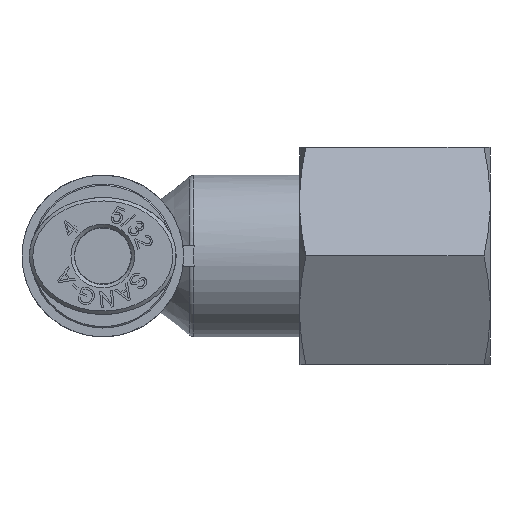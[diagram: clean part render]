
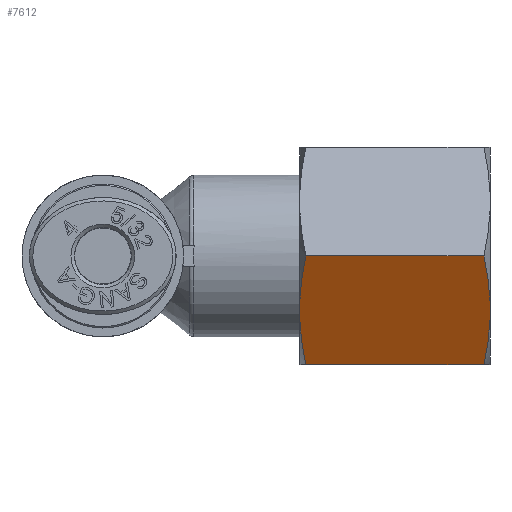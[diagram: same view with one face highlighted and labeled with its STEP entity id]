
A CAD part, left-side view. The second image highlights one B-rep face of the part: STEP entity #7612.
In plain terms, the highlighted face is planar.
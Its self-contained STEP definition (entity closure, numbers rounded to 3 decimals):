
#6884=CARTESIAN_POINT('',(-24.8,7.316,-3.327));
#6885=VERTEX_POINT('',#6884);
#6893=CARTESIAN_POINT('',(-24.8,6.54,-4.673));
#6894=VERTEX_POINT('',#6893);
#6895=CARTESIAN_POINT('',(-24.8,6.54,-4.673));
#6896=DIRECTION('',(0.0,0.5,0.866));
#6897=VECTOR('',#6896,1.553);
#6898=LINE('',#6895,#6897);
#6899=EDGE_CURVE('',#6894,#6885,#6898,.T.);
#7183=CARTESIAN_POINT('',(-24.363,4.619,-8.));
#7184=VERTEX_POINT('',#7183);
#7199=CARTESIAN_POINT('',(-24.363,4.619,-8.));
#7200=CARTESIAN_POINT('',(-24.737,5.646,-6.221));
#7201=CARTESIAN_POINT('',(-24.8,6.54,-4.673));
#7209=(BOUNDED_CURVE()B_SPLINE_CURVE(2,(#7199,#7200,#7201),.UNSPECIFIED.,.F.,.U.)B_SPLINE_CURVE_WITH_KNOTS((3,3),(0.223,0.636),.UNSPECIFIED.)CURVE()GEOMETRIC_REPRESENTATION_ITEM()RATIONAL_B_SPLINE_CURVE((1.028,1.04,1.0))REPRESENTATION_ITEM(''));
#7210=EDGE_CURVE('',#7184,#6894,#7209,.T.);
#7220=CARTESIAN_POINT('',(-24.363,9.238,0.));
#7221=VERTEX_POINT('',#7220);
#7235=CARTESIAN_POINT('',(-24.8,7.316,-3.327));
#7236=CARTESIAN_POINT('',(-24.737,8.21,-1.779));
#7237=CARTESIAN_POINT('',(-24.363,9.238,0.));
#7245=(BOUNDED_CURVE()B_SPLINE_CURVE(2,(#7235,#7236,#7237),.UNSPECIFIED.,.F.,.U.)B_SPLINE_CURVE_WITH_KNOTS((3,3),(0.0,0.413),.UNSPECIFIED.)CURVE()GEOMETRIC_REPRESENTATION_ITEM()RATIONAL_B_SPLINE_CURVE((1.0,1.04,1.028))REPRESENTATION_ITEM(''));
#7246=EDGE_CURVE('',#6885,#7221,#7245,.T.);
#7353=CARTESIAN_POINT('',(-11.237,9.238,0.));
#7354=VERTEX_POINT('',#7353);
#7368=CARTESIAN_POINT('',(-10.8,7.316,-3.327));
#7369=VERTEX_POINT('',#7368);
#7377=CARTESIAN_POINT('',(-11.237,9.238,0.));
#7378=CARTESIAN_POINT('',(-10.863,8.21,-1.779));
#7379=CARTESIAN_POINT('',(-10.8,7.316,-3.327));
#7387=(BOUNDED_CURVE()B_SPLINE_CURVE(2,(#7377,#7378,#7379),.UNSPECIFIED.,.F.,.U.)B_SPLINE_CURVE_WITH_KNOTS((3,3),(0.223,0.636),.UNSPECIFIED.)CURVE()GEOMETRIC_REPRESENTATION_ITEM()RATIONAL_B_SPLINE_CURVE((1.028,1.04,1.0))REPRESENTATION_ITEM(''));
#7388=EDGE_CURVE('',#7354,#7369,#7387,.T.);
#7492=CARTESIAN_POINT('',(-11.237,4.619,-8.));
#7493=VERTEX_POINT('',#7492);
#7509=CARTESIAN_POINT('',(-10.8,6.54,-4.673));
#7510=VERTEX_POINT('',#7509);
#7511=CARTESIAN_POINT('',(-10.8,6.54,-4.673));
#7512=CARTESIAN_POINT('',(-10.863,5.646,-6.221));
#7513=CARTESIAN_POINT('',(-11.237,4.619,-8.));
#7521=(BOUNDED_CURVE()B_SPLINE_CURVE(2,(#7511,#7512,#7513),.UNSPECIFIED.,.F.,.U.)B_SPLINE_CURVE_WITH_KNOTS((3,3),(0.0,0.413),.UNSPECIFIED.)CURVE()GEOMETRIC_REPRESENTATION_ITEM()RATIONAL_B_SPLINE_CURVE((1.0,1.04,1.028))REPRESENTATION_ITEM(''));
#7522=EDGE_CURVE('',#7510,#7493,#7521,.T.);
#7540=CARTESIAN_POINT('',(-10.8,7.316,-3.327));
#7541=DIRECTION('',(0.0,-0.5,-0.866));
#7542=VECTOR('',#7541,1.553);
#7543=LINE('',#7540,#7542);
#7544=EDGE_CURVE('',#7369,#7510,#7543,.T.);
#7587=CARTESIAN_POINT('',(-10.8,9.238,0.));
#7588=DIRECTION('',(0.,0.866,-0.5));
#7589=DIRECTION('',(0.,-0.5,-0.866));
#7590=AXIS2_PLACEMENT_3D('',#7587,#7588,#7589);
#7591=PLANE('',#7590);
#7592=ORIENTED_EDGE('',*,*,#7246,.T.);
#7593=CARTESIAN_POINT('',(-11.237,9.238,0.));
#7594=DIRECTION('',(-1.0,0.0,0.0));
#7595=VECTOR('',#7594,13.126);
#7596=LINE('',#7593,#7595);
#7597=EDGE_CURVE('',#7354,#7221,#7596,.T.);
#7598=ORIENTED_EDGE('',*,*,#7597,.F.);
#7599=ORIENTED_EDGE('',*,*,#7388,.T.);
#7600=ORIENTED_EDGE('',*,*,#7544,.T.);
#7601=ORIENTED_EDGE('',*,*,#7522,.T.);
#7602=CARTESIAN_POINT('',(-11.237,4.619,-8.));
#7603=DIRECTION('',(-1.0,0.0,0.0));
#7604=VECTOR('',#7603,13.126);
#7605=LINE('',#7602,#7604);
#7606=EDGE_CURVE('',#7493,#7184,#7605,.T.);
#7607=ORIENTED_EDGE('',*,*,#7606,.T.);
#7608=ORIENTED_EDGE('',*,*,#7210,.T.);
#7609=ORIENTED_EDGE('',*,*,#6899,.T.);
#7610=EDGE_LOOP('',(#7592,#7598,#7599,#7600,#7601,#7607,#7608,#7609));
#7611=FACE_OUTER_BOUND('',#7610,.T.);
#7612=ADVANCED_FACE('',(#7611),#7591,.T.);
